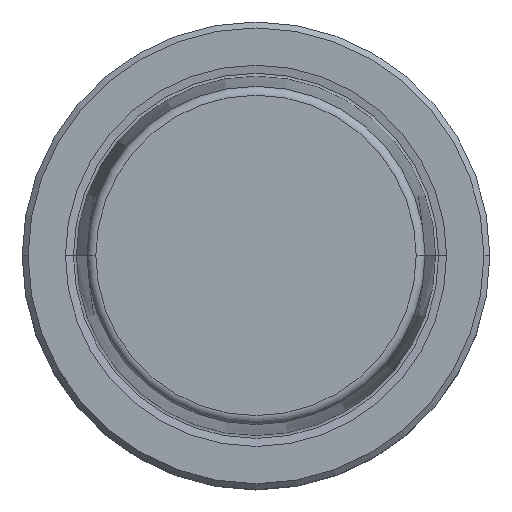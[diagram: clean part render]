
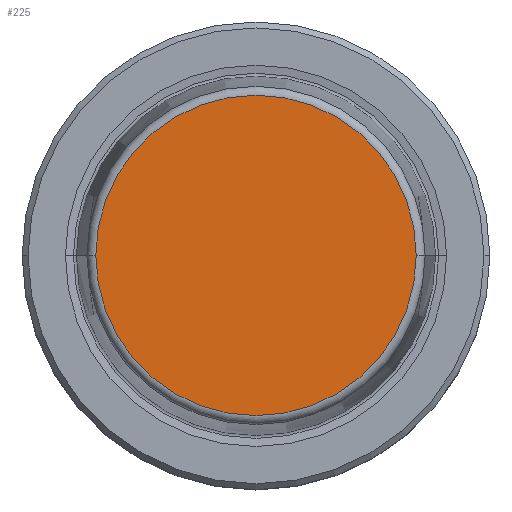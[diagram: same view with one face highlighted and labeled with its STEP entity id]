
A CAD part, top view. The second image highlights one B-rep face of the part: STEP entity #225.
In plain terms, the highlighted planar face has unit normal (0, 0, 1).
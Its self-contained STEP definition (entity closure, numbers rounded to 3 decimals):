
#35 = DIRECTION ( 'NONE',  ( 1., 0., 0. ) ) ;
#37 = CARTESIAN_POINT ( 'NONE',  ( 0., 0., 31.9 ) ) ;
#225 = ADVANCED_FACE ( 'NONE', ( #1322 ), #973, .F. ) ;
#271 = CIRCLE ( 'NONE', #631, 21.581 ) ;
#315 = CARTESIAN_POINT ( 'NONE',  ( -21.581, 0., 31.9 ) ) ;
#631 = AXIS2_PLACEMENT_3D ( 'NONE', #1035, #735, #1064 ) ;
#648 = EDGE_LOOP ( 'NONE', ( #691, #842 ) ) ;
#678 = DIRECTION ( 'NONE',  ( -1., 0., 0. ) ) ;
#691 = ORIENTED_EDGE ( 'NONE', *, *, #1050, .T. ) ;
#704 = EDGE_CURVE ( 'NONE', #1345, #1405, #1175, .T. ) ;
#735 = DIRECTION ( 'NONE',  ( 0., 0., 1. ) ) ;
#833 = AXIS2_PLACEMENT_3D ( 'NONE', #1142, #990, #35 ) ;
#842 = ORIENTED_EDGE ( 'NONE', *, *, #704, .T. ) ;
#930 = CARTESIAN_POINT ( 'NONE',  ( 21.581, 0., 31.9 ) ) ;
#973 = PLANE ( 'NONE',  #1354 ) ;
#990 = DIRECTION ( 'NONE',  ( 0., 0., 1. ) ) ;
#1035 = CARTESIAN_POINT ( 'NONE',  ( 0., 0., 31.9 ) ) ;
#1050 = EDGE_CURVE ( 'NONE', #1405, #1345, #271, .T. ) ;
#1064 = DIRECTION ( 'NONE',  ( 1., 0., 0. ) ) ;
#1142 = CARTESIAN_POINT ( 'NONE',  ( 0., 0., 31.9 ) ) ;
#1158 = DIRECTION ( 'NONE',  ( 0., 0., -1. ) ) ;
#1175 = CIRCLE ( 'NONE', #833, 21.581 ) ;
#1322 = FACE_OUTER_BOUND ( 'NONE', #648, .T. ) ;
#1345 = VERTEX_POINT ( 'NONE', #315 ) ;
#1354 = AXIS2_PLACEMENT_3D ( 'NONE', #37, #1158, #678 ) ;
#1405 = VERTEX_POINT ( 'NONE', #930 ) ;
